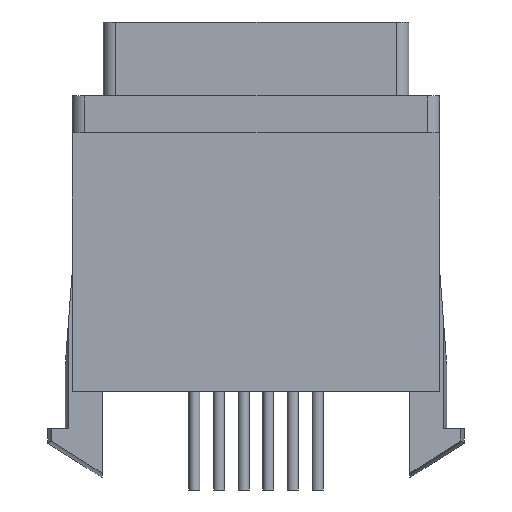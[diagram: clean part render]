
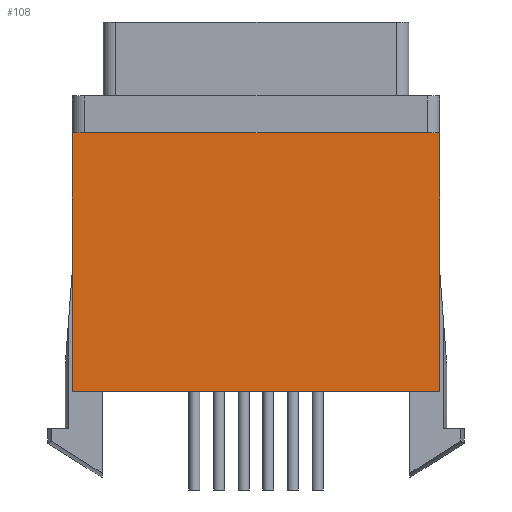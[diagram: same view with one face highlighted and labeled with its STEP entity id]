
A CAD part, front view. The second image highlights one B-rep face of the part: STEP entity #108.
In plain terms, the highlighted planar face has unit normal (0, -1, 0).
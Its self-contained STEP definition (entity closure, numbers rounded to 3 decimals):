
#108=ADVANCED_FACE('',(#268),#269,.T.);
#268=FACE_OUTER_BOUND('',#528,.T.);
#269=PLANE('',#529);
#528=EDGE_LOOP('',(#1016,#1017,#1018,#1019));
#529=AXIS2_PLACEMENT_3D('',#1020,#1021,#1022);
#1016=ORIENTED_EDGE('',*,*,#1938,.T.);
#1017=ORIENTED_EDGE('',*,*,#1915,.T.);
#1018=ORIENTED_EDGE('',*,*,#1939,.T.);
#1019=ORIENTED_EDGE('',*,*,#1940,.T.);
#1020=CARTESIAN_POINT('',(0.0,0.0,-1.5));
#1021=DIRECTION('',(0.0,-1.0,0.0));
#1022=DIRECTION('',(-1.0,0.0,0.0));
#1915=EDGE_CURVE('',#2364,#2365,#2366,.T.);
#1938=EDGE_CURVE('',#2408,#2364,#2409,.T.);
#1939=EDGE_CURVE('',#2365,#2410,#2411,.T.);
#1940=EDGE_CURVE('',#2410,#2408,#2412,.T.);
#2364=VERTEX_POINT('',#3034);
#2365=VERTEX_POINT('',#3035);
#2366=LINE('',#3036,#3037);
#2408=VERTEX_POINT('',#3095);
#2409=LINE('',#3096,#3097);
#2410=VERTEX_POINT('',#3098);
#2411=LINE('',#3099,#3100);
#2412=LINE('',#3101,#3102);
#3034=CARTESIAN_POINT('',(7.45,0.0,-4.5));
#3035=CARTESIAN_POINT('',(-7.45,0.0,-4.5));
#3036=CARTESIAN_POINT('',(8.45,0.0,-4.5));
#3037=VECTOR('',#3689,1.0);
#3095=CARTESIAN_POINT('',(7.45,0.0,-15.0));
#3096=CARTESIAN_POINT('',(7.45,0.0,4.5));
#3097=VECTOR('',#3724,1.0);
#3098=CARTESIAN_POINT('',(-7.45,0.0,-15.0));
#3099=CARTESIAN_POINT('',(-7.45,0.0,4.5));
#3100=VECTOR('',#3725,1.0);
#3101=CARTESIAN_POINT('',(-1.9,0.0,-15.0));
#3102=VECTOR('',#3726,1.0);
#3689=DIRECTION('',(-1.0,0.0,0.0));
#3724=DIRECTION('',(0.0,0.0,1.0));
#3725=DIRECTION('',(0.0,0.0,-1.0));
#3726=DIRECTION('',(1.0,0.0,0.0));
